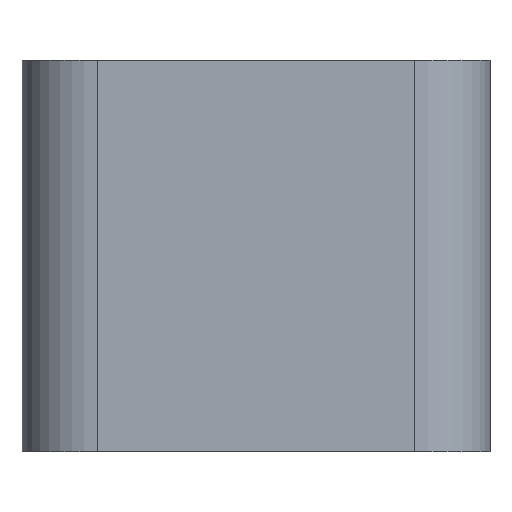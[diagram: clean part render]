
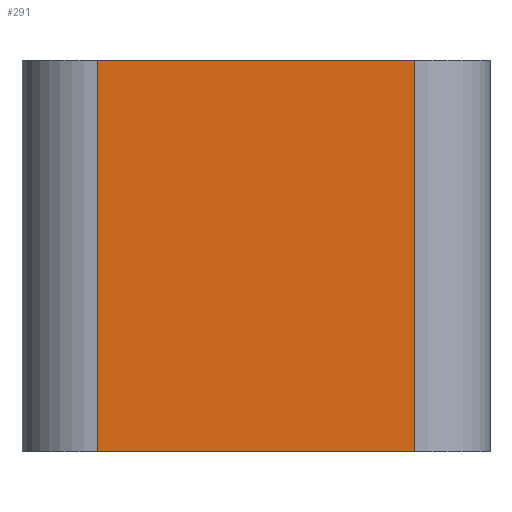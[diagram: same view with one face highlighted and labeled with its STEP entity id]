
A CAD part, left-side view. The second image highlights one B-rep face of the part: STEP entity #291.
In plain terms, the highlighted planar face has unit normal (-1, 0, 0).
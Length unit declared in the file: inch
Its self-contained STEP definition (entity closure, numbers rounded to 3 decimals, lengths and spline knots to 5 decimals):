
#7 = LINE ( 'NONE', #174, #130 ) ;
#22 = EDGE_CURVE ( 'NONE', #553, #487, #582, .T. ) ;
#25 = CARTESIAN_POINT ( 'NONE',  ( 0., 0.26066, 0.26 ) ) ;
#28 = EDGE_CURVE ( 'NONE', #487, #237, #7, .T. ) ;
#29 = EDGE_LOOP ( 'NONE', ( #203, #318, #73, #285 ) ) ;
#46 = CARTESIAN_POINT ( 'NONE',  ( 0., 0.26066, 0.26 ) ) ;
#69 = CARTESIAN_POINT ( 'NONE',  ( 0., 0.05, 0. ) ) ;
#73 = ORIENTED_EDGE ( 'NONE', *, *, #505, .F. ) ;
#110 = FACE_OUTER_BOUND ( 'NONE', #29, .T. ) ;
#125 = DIRECTION ( 'NONE',  ( 0., 0., -1. ) ) ;
#130 = VECTOR ( 'NONE', #347, 39.37008 ) ;
#174 = CARTESIAN_POINT ( 'NONE',  ( 0., 0.26066, 0. ) ) ;
#195 = CARTESIAN_POINT ( 'NONE',  ( 0., 0.26066, 0. ) ) ;
#203 = ORIENTED_EDGE ( 'NONE', *, *, #28, .T. ) ;
#237 = VERTEX_POINT ( 'NONE', #69 ) ;
#245 = VECTOR ( 'NONE', #305, 39.37008 ) ;
#262 = EDGE_CURVE ( 'NONE', #520, #237, #378, .T. ) ;
#285 = ORIENTED_EDGE ( 'NONE', *, *, #22, .T. ) ;
#291 = ADVANCED_FACE ( 'NONE', ( #110 ), #430, .F. ) ;
#305 = DIRECTION ( 'NONE',  ( 0., -1., 0. ) ) ;
#318 = ORIENTED_EDGE ( 'NONE', *, *, #262, .F. ) ;
#347 = DIRECTION ( 'NONE',  ( 0., -1., 0. ) ) ;
#350 = DIRECTION ( 'NONE',  ( 1., 0., 0. ) ) ;
#366 = LINE ( 'NONE', #551, #245 ) ;
#378 = LINE ( 'NONE', #562, #495 ) ;
#410 = CARTESIAN_POINT ( 'NONE',  ( 0., 0.26066, 0.26 ) ) ;
#430 = PLANE ( 'NONE',  #514 ) ;
#446 = DIRECTION ( 'NONE',  ( 0., 1., 0. ) ) ;
#487 = VERTEX_POINT ( 'NONE', #195 ) ;
#495 = VECTOR ( 'NONE', #527, 39.37008 ) ;
#505 = EDGE_CURVE ( 'NONE', #553, #520, #366, .T. ) ;
#514 = AXIS2_PLACEMENT_3D ( 'NONE', #25, #350, #446 ) ;
#520 = VERTEX_POINT ( 'NONE', #548 ) ;
#527 = DIRECTION ( 'NONE',  ( 0., 0., -1. ) ) ;
#542 = VECTOR ( 'NONE', #125, 39.37008 ) ;
#548 = CARTESIAN_POINT ( 'NONE',  ( 0., 0.05, 0.26 ) ) ;
#551 = CARTESIAN_POINT ( 'NONE',  ( 0., 0.26066, 0.26 ) ) ;
#553 = VERTEX_POINT ( 'NONE', #46 ) ;
#562 = CARTESIAN_POINT ( 'NONE',  ( 0., 0.05, 0.26 ) ) ;
#582 = LINE ( 'NONE', #410, #542 ) ;
